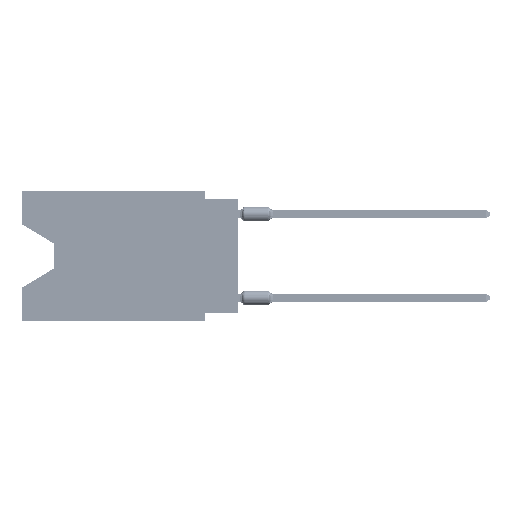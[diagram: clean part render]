
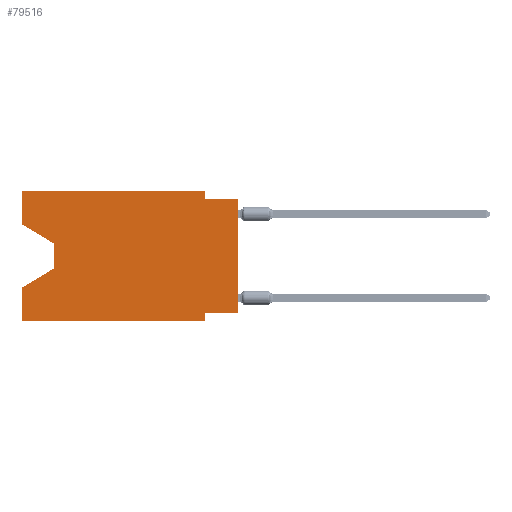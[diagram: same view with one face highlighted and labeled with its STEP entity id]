
A CAD part, left-side view. The second image highlights one B-rep face of the part: STEP entity #79516.
In plain terms, the highlighted planar face has unit normal (-1, 0, 0).
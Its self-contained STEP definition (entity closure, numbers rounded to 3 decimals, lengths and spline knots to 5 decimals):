
#392 = LINE ( 'NONE', #47806, #71263 ) ;
#1196 = CARTESIAN_POINT ( 'NONE',  ( 0., 0.645, 0. ) ) ;
#4002 = VERTEX_POINT ( 'NONE', #73727 ) ;
#4289 = EDGE_CURVE ( 'NONE', #34576, #68051, #72168, .T. ) ;
#4507 = CARTESIAN_POINT ( 'NONE',  ( 0., 0.645, 0. ) ) ;
#5005 = VECTOR ( 'NONE', #59472, 39.37008 ) ;
#5061 = CARTESIAN_POINT ( 'NONE',  ( 0., 0.1, -0.025 ) ) ;
#7728 = CARTESIAN_POINT ( 'NONE',  ( 0., 0., 0. ) ) ;
#10208 = DIRECTION ( 'NONE',  ( 0., 0., -1. ) ) ;
#11885 = CARTESIAN_POINT ( 'NONE',  ( 0., 0.1, -0.39 ) ) ;
#11888 = VECTOR ( 'NONE', #62450, 39.37008 ) ;
#12220 = LINE ( 'NONE', #4507, #78023 ) ;
#13570 = CARTESIAN_POINT ( 'NONE',  ( 0., 0.645, -0.10025 ) ) ;
#16817 = ORIENTED_EDGE ( 'NONE', *, *, #41904, .F. ) ;
#17835 = CARTESIAN_POINT ( 'NONE',  ( 0., 0.645, -0.28975 ) ) ;
#19295 = EDGE_CURVE ( 'NONE', #34576, #38053, #88110, .T. ) ;
#20688 = EDGE_CURVE ( 'NONE', #33683, #46150, #54944, .T. ) ;
#22734 = CARTESIAN_POINT ( 'NONE',  ( 0., 0., -0.365 ) ) ;
#22794 = EDGE_LOOP ( 'NONE', ( #25134, #36606, #39920, #85936, #38349, #16817, #69474, #36492, #76197, #37020, #33298, #61175 ) ) ;
#22946 = CARTESIAN_POINT ( 'NONE',  ( 0., 0.1, -0.39 ) ) ;
#23169 = DIRECTION ( 'NONE',  ( 0., 1., 0. ) ) ;
#25134 = ORIENTED_EDGE ( 'NONE', *, *, #86528, .T. ) ;
#25639 = CARTESIAN_POINT ( 'NONE',  ( 0., 0.645, -0.39 ) ) ;
#28769 = CARTESIAN_POINT ( 'NONE',  ( 0., 0.1, 0. ) ) ;
#29325 = DIRECTION ( 'NONE',  ( 0., -0.855, -0.519 ) ) ;
#30263 = PLANE ( 'NONE',  #59662 ) ;
#31222 = CARTESIAN_POINT ( 'NONE',  ( 0., 0.55, -0.158 ) ) ;
#32698 = VECTOR ( 'NONE', #23169, 39.37008 ) ;
#33298 = ORIENTED_EDGE ( 'NONE', *, *, #63470, .F. ) ;
#33683 = VERTEX_POINT ( 'NONE', #5061 ) ;
#34576 = VERTEX_POINT ( 'NONE', #76259 ) ;
#36492 = ORIENTED_EDGE ( 'NONE', *, *, #74156, .T. ) ;
#36606 = ORIENTED_EDGE ( 'NONE', *, *, #49569, .T. ) ;
#36636 = DIRECTION ( 'NONE',  ( 0., 0., -1. ) ) ;
#37020 = ORIENTED_EDGE ( 'NONE', *, *, #69885, .F. ) ;
#37103 = CARTESIAN_POINT ( 'NONE',  ( 0., 0.645, 0. ) ) ;
#38053 = VERTEX_POINT ( 'NONE', #11885 ) ;
#38189 = CARTESIAN_POINT ( 'NONE',  ( 0., 0., -0.365 ) ) ;
#38349 = ORIENTED_EDGE ( 'NONE', *, *, #19295, .T. ) ;
#39920 = ORIENTED_EDGE ( 'NONE', *, *, #55709, .T. ) ;
#40249 = DIRECTION ( 'NONE',  ( 0., -1., 0. ) ) ;
#41316 = DIRECTION ( 'NONE',  ( 0., 0.855, -0.519 ) ) ;
#41588 = CARTESIAN_POINT ( 'NONE',  ( 0., 0.645, 0. ) ) ;
#41904 = EDGE_CURVE ( 'NONE', #4002, #38053, #69504, .T. ) ;
#43494 = VERTEX_POINT ( 'NONE', #53965 ) ;
#44102 = VERTEX_POINT ( 'NONE', #49733 ) ;
#45263 = DIRECTION ( 'NONE',  ( 0., 0., 1. ) ) ;
#46150 = VERTEX_POINT ( 'NONE', #52196 ) ;
#46621 = LINE ( 'NONE', #47071, #53134 ) ;
#47071 = CARTESIAN_POINT ( 'NONE',  ( 0., 0.645, 0. ) ) ;
#47142 = VECTOR ( 'NONE', #40249, 39.37008 ) ;
#47806 = CARTESIAN_POINT ( 'NONE',  ( 0., 0.1, 0. ) ) ;
#48135 = CARTESIAN_POINT ( 'NONE',  ( 0., 0., -0.025 ) ) ;
#49569 = EDGE_CURVE ( 'NONE', #43494, #44102, #51750, .T. ) ;
#49733 = CARTESIAN_POINT ( 'NONE',  ( 0., 0.55, -0.232 ) ) ;
#50080 = EDGE_CURVE ( 'NONE', #63611, #62785, #46621, .T. ) ;
#51750 = LINE ( 'NONE', #31222, #5005 ) ;
#52196 = CARTESIAN_POINT ( 'NONE',  ( 0., 0., -0.025 ) ) ;
#53134 = VECTOR ( 'NONE', #54784, 39.37008 ) ;
#53965 = CARTESIAN_POINT ( 'NONE',  ( 0., 0.55, -0.158 ) ) ;
#54784 = DIRECTION ( 'NONE',  ( 0., 0., 1. ) ) ;
#54944 = LINE ( 'NONE', #48135, #66220 ) ;
#55709 = EDGE_CURVE ( 'NONE', #44102, #68051, #74625, .T. ) ;
#57174 = FACE_OUTER_BOUND ( 'NONE', #22794, .T. ) ;
#59472 = DIRECTION ( 'NONE',  ( 0., 0., -1. ) ) ;
#59639 = DIRECTION ( 'NONE',  ( 0., -1., 0. ) ) ;
#59662 = AXIS2_PLACEMENT_3D ( 'NONE', #37103, #72211, #10208 ) ;
#61175 = ORIENTED_EDGE ( 'NONE', *, *, #50080, .F. ) ;
#61393 = CARTESIAN_POINT ( 'NONE',  ( 0., 0.55, -0.232 ) ) ;
#62382 = DIRECTION ( 'NONE',  ( 0., 0., -1. ) ) ;
#62450 = DIRECTION ( 'NONE',  ( 0., 0., 1. ) ) ;
#62785 = VERTEX_POINT ( 'NONE', #41588 ) ;
#63470 = EDGE_CURVE ( 'NONE', #62785, #89316, #12220, .T. ) ;
#63611 = VERTEX_POINT ( 'NONE', #13570 ) ;
#64378 = VECTOR ( 'NONE', #36636, 39.37008 ) ;
#66220 = VECTOR ( 'NONE', #75931, 39.37008 ) ;
#66560 = CARTESIAN_POINT ( 'NONE',  ( 0., 0.645, -0.10025 ) ) ;
#66733 = VECTOR ( 'NONE', #41316, 39.37008 ) ;
#68051 = VERTEX_POINT ( 'NONE', #17835 ) ;
#69474 = ORIENTED_EDGE ( 'NONE', *, *, #86895, .F. ) ;
#69504 = LINE ( 'NONE', #22946, #64378 ) ;
#69885 = EDGE_CURVE ( 'NONE', #89316, #33683, #392, .T. ) ;
#71263 = VECTOR ( 'NONE', #62382, 39.37008 ) ;
#72168 = LINE ( 'NONE', #1196, #76885 ) ;
#72211 = DIRECTION ( 'NONE',  ( 1., 0., 0. ) ) ;
#73395 = LINE ( 'NONE', #66560, #77811 ) ;
#73727 = CARTESIAN_POINT ( 'NONE',  ( 0., 0.1, -0.365 ) ) ;
#74156 = EDGE_CURVE ( 'NONE', #74305, #46150, #82494, .T. ) ;
#74305 = VERTEX_POINT ( 'NONE', #22734 ) ;
#74625 = LINE ( 'NONE', #61393, #66733 ) ;
#75931 = DIRECTION ( 'NONE',  ( 0., -1., 0. ) ) ;
#76197 = ORIENTED_EDGE ( 'NONE', *, *, #20688, .F. ) ;
#76259 = CARTESIAN_POINT ( 'NONE',  ( 0., 0.645, -0.39 ) ) ;
#76885 = VECTOR ( 'NONE', #45263, 39.37008 ) ;
#77811 = VECTOR ( 'NONE', #29325, 39.37008 ) ;
#78023 = VECTOR ( 'NONE', #59639, 39.37008 ) ;
#79516 = ADVANCED_FACE ( 'NONE', ( #57174 ), #30263, .F. ) ;
#79664 = LINE ( 'NONE', #38189, #32698 ) ;
#82494 = LINE ( 'NONE', #7728, #11888 ) ;
#85936 = ORIENTED_EDGE ( 'NONE', *, *, #4289, .F. ) ;
#86528 = EDGE_CURVE ( 'NONE', #63611, #43494, #73395, .T. ) ;
#86895 = EDGE_CURVE ( 'NONE', #74305, #4002, #79664, .T. ) ;
#88110 = LINE ( 'NONE', #25639, #47142 ) ;
#89316 = VERTEX_POINT ( 'NONE', #28769 ) ;
